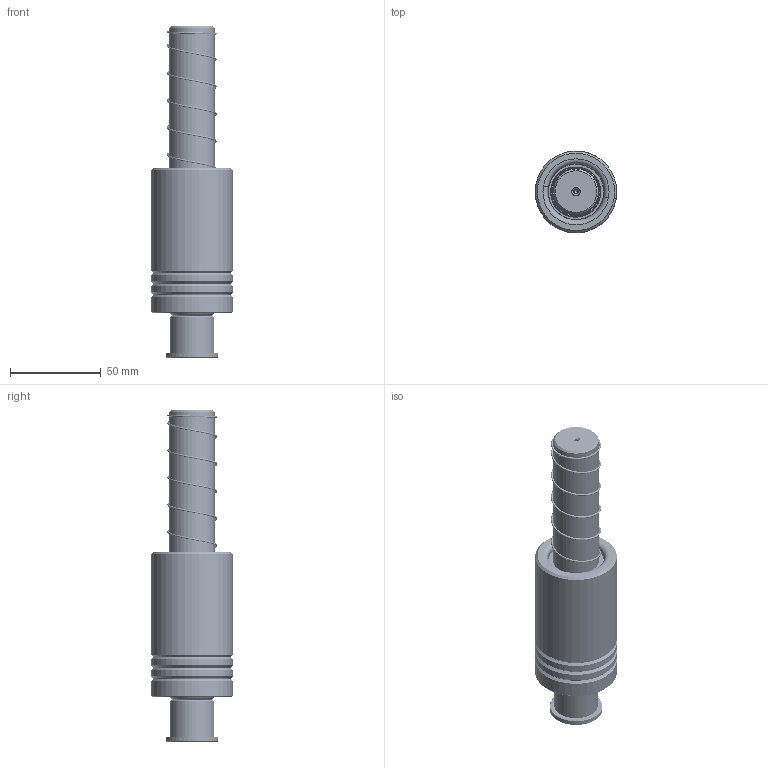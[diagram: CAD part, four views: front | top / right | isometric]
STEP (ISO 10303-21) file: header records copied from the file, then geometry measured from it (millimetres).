
FILE_DESCRIPTION (( 'STEP AP214' ), '1' );
FILE_NAME ('LKSH LKJH-D25-L160(BL-80).STEP', '2021-08-12T07:20:21', ( '' ), ( '' ), 'SwSTEP 2.0', 'SolidWorks 2016', '' );
FILE_SCHEMA (( 'AUTOMOTIVE_DESIGN' ));
Length unit declared in the file: millimetre
Products named in the file (301): BALL-D3; GTK-D29-d24; TBB-D45-d31-L80; HWP-D27.5-d25.5-L90; BSH-30.5-25.5-L75; DSPK-D25-L160; LKSH LKJH-D25-L160(BL-80); BSH-D30.5-25.5-L75郪蚾
Assembly tree (295 placements, depth 3):
  BALL-D3
  BALL-D3
  BALL-D3
  BALL-D3
  BALL-D3
Bounding box: 45 x 45 x 183 mm (x, y, z)
Volume: 166318.9 mm3; surface area: 68055.1 mm2
Topology: 291 solids, 291 shells, 1277 faces, 5506 edges, 3654 vertices
Faces by surface type: sphere 1144, cone 46, cylinder 36, plane 21, torus 16, bspline 14
Entity records: 55790 total; most frequent: CARTESIAN_POINT 32156, ORIENTED_EDGE 4130, DIRECTION 3539, EDGE_CURVE 2065, AXIS2_PLACEMENT_3D 1712, VERTEX_POINT 1354, EDGE_LOOP 1269, B_SPLINE_CURVE_WITH_KNOTS 1235
